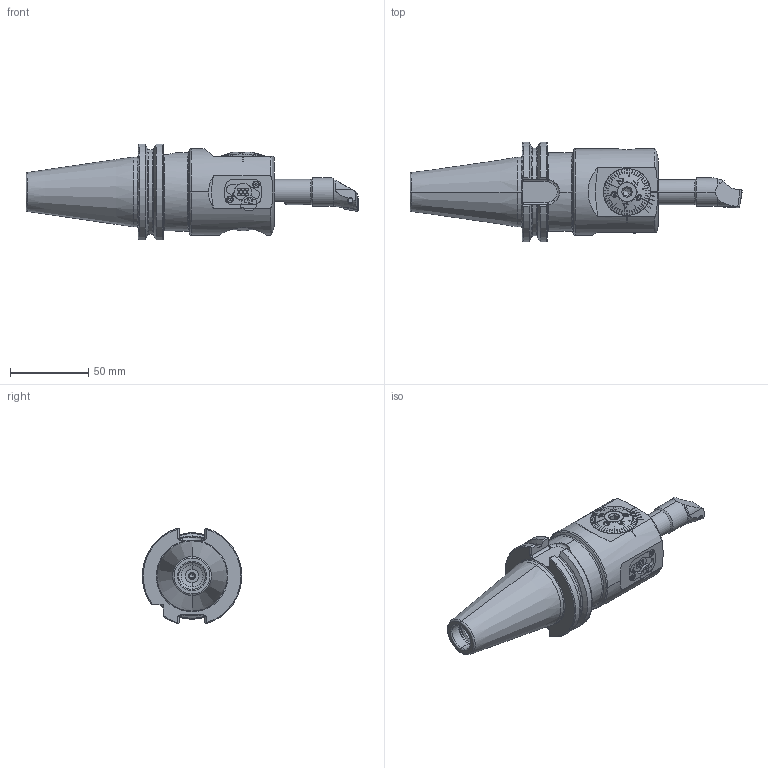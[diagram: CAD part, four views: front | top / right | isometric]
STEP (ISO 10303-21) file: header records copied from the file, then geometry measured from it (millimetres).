
FILE_DESCRIPTION (( 'STEP AP203' ), '1' );
FILE_NAME ('B09.440.055.090.STEP', '2018-02-21T11:27:51', ( 'SWIAdmin' ), ( 'Hewlett-Packard Company' ), 'SwSTEP 2.0', 'SolidWorks 2017', '' );
FILE_SCHEMA (( 'CONFIG_CONTROL_DESIGN' ));
Length unit declared in the file: millimetre
Products named in the file (29): B25-WCB.K11.115; Fxx-BG7.DA1.0xx_A_F55; Fxx-MAB.xxx.xxx_A_F32x1.3; A55-BG1.DA3.041_Dichtung; B09.440.055.090; ISO 4762 - M2 x 6; O-Ring 17 x ø2; A55-BG2.012.006_B; DIN 3771 - 13x1; A55-BG1.DA2.041_bewegliche Schrauben; A55-BG2.013.005_C; Fxx-BG7.DA2.0xx_F55; A55-BG3.011.033_A_gek〉zt; DIN 3771 - 25x1.5; Klebstoff D10; WCB-ER2.001.009_A; ISO 4026 - M10 x 16_PreviewCfg; ISO 4026 - M10 x 8; Fxx-BG7.DA1.0xx_A_F42; A55-BG2.011.016_D; SK4-A55.DA1.090_A; B25-WCB.K11.115_B; PEF-DA1.011.017_A; A55-BG2.014.007_A; A55-BG1.DA1.041_C_Dichtung; CCMT09T304; PEF-DA1.010.032_A; A55-BG2.015.007_A; A55-BG1.012.007_C
Assembly tree (34 placements, depth 4):
  B09.440.055.090
    SK4-A55.DA1.090_A
    A55-BG1.DA2.041_bewegliche Schrauben
      A55-BG1.DA3.041_Dichtung
        A55-BG1.DA1.041_C_Dichtung
        A55-BG1.012.007_C
      A55-BG2.012.006_B
      A55-BG2.013.005_C
      DIN 3771 - 25x1.5
      ISO 4026 - M10 x 16_PreviewCfg  x2
      A55-BG2.015.007_A
        A55-BG2.011.016_D
        A55-BG2.014.007_A
      Fxx-MAB.xxx.xxx_A_F32x1.3
      O-Ring 17 x ø2
    A55-BG3.011.033_A_gek〉zt
    WCB-ER2.001.009_A
    Fxx-BG7.DA2.0xx_F55
      Fxx-BG7.DA1.0xx_A_F42
      PEF-DA1.011.017_A  x2
      PEF-DA1.010.032_A  x3
      Fxx-BG7.DA1.0xx_A_F55
      ISO 4762 - M2 x 6  x2
      DIN 3771 - 13x1
    Klebstoff D10
    ISO 4026 - M10 x 8
    B25-WCB.K11.115
      B25-WCB.K11.115_B
      CCMT09T304
      WCB-ER2.001.009_A
Bounding box: 211.5 x 63.36 x 60.94 mm (x, y, z)
Volume: 257609.7 mm3; surface area: 67676.7 mm2
Topology: 29 solids, 29 shells, 1284 faces, 3296 edges, 2087 vertices
Faces by surface type: plane 544, cylinder 339, cone 227, torus 104, bspline 66, sphere 4
Entity records: 47700 total; most frequent: CARTESIAN_POINT 18257, ORIENTED_EDGE 5730, DIRECTION 5172, EDGE_CURVE 2865, AXIS2_PLACEMENT_3D 2004, VERTEX_POINT 1828, EDGE_LOOP 1193, LINE 1164
